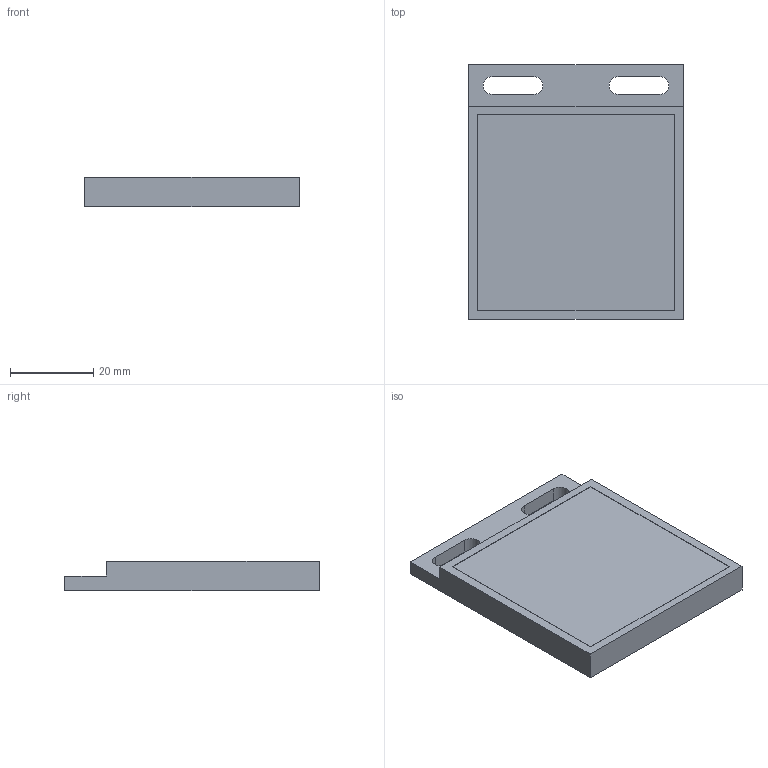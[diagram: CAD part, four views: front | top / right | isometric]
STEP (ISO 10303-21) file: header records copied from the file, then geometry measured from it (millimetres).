
FILE_DESCRIPTION (( 'STEP AP214' ), '1' );
FILE_NAME ('OPT2167.STEP', '2021-02-11T12:55:43', ( '' ), ( '' ), 'SwSTEP 2.0', 'SolidWorks 2019', '' );
FILE_SCHEMA (( 'AUTOMOTIVE_DESIGN' ));
Length unit declared in the file: inch
Products named in the file (1): OPT2167
Bounding box: 51.5 x 61 x 7 mm (x, y, z)
Volume: 19564.4 mm3; surface area: 7811.3 mm2
Topology: 1 solids, 1 shells, 21 faces, 54 edges, 36 vertices
Faces by surface type: plane 17, cylinder 4
Entity records: 684 total; most frequent: CARTESIAN_POINT 112, ORIENTED_EDGE 108, DIRECTION 106, EDGE_CURVE 54, VECTOR 46, LINE 46, VERTEX_POINT 36, AXIS2_PLACEMENT_3D 30
